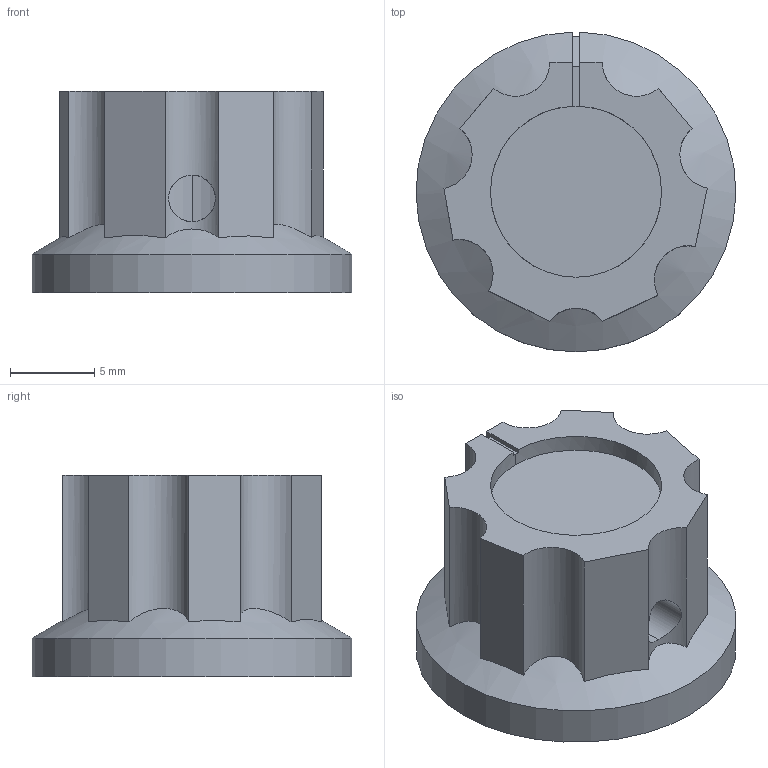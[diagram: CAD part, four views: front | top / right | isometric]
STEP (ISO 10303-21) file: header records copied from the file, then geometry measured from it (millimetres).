
FILE_DESCRIPTION((''),'2;1');
FILE_NAME('C-5-1437624-0','2008-12-04T',('workeradm'),('Tyco Electronics Corporation'),'PRO/ENGINEER BY PARAMETRIC TECHNOLOGY CORPORATION, 2005450','PRO/ENGINEER BY PARAMETRIC TECHNOLOGY CORPORATION, 2005450','');
FILE_SCHEMA(('CONFIG_CONTROL_DESIGN', 'GEOMETRIC_VALIDATION_PROPERTIES_MIM'));
Length unit declared in the file: millimetre
Products named in the file (1): C-5-1437624-0
Bounding box: 19 x 19 x 11.94 mm (x, y, z)
Volume: 1751.2 mm3; surface area: 1470.2 mm2
Topology: 1 solids, 1 shells, 36 faces, 97 edges, 64 vertices
Faces by surface type: plane 19, cylinder 16, cone 1
Entity records: 1441 total; most frequent: CARTESIAN_POINT 420, ORIENTED_EDGE 194, DIRECTION 171, EDGE_CURVE 97, COLOUR_RGB 64, VERTEX_POINT 64, AXIS2_PLACEMENT_3D 59, VECTOR 53
